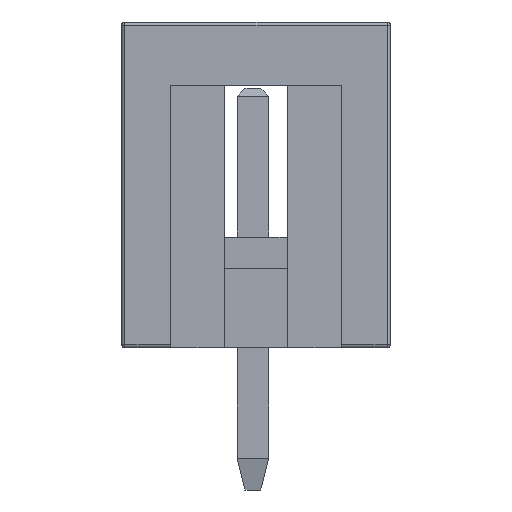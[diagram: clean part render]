
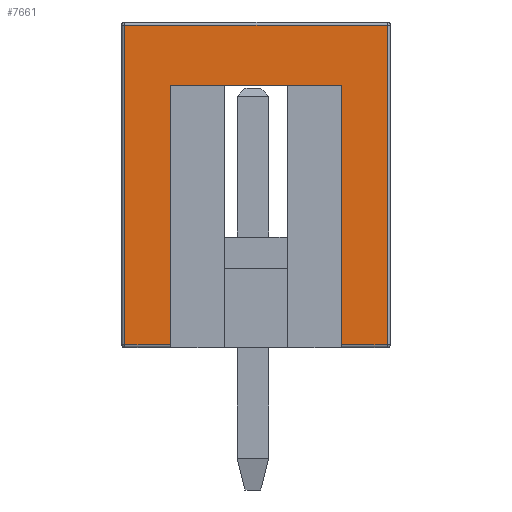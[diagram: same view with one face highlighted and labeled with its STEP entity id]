
A CAD part, left-side view. The second image highlights one B-rep face of the part: STEP entity #7661.
In plain terms, the highlighted planar face has unit normal (-1, 0, 0).
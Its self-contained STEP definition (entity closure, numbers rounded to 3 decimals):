
#3592 = VERTEX_POINT('',#3593);
#3593 = CARTESIAN_POINT('',(-2.8,-4.25,0.1));
#3600 = EDGE_CURVE('',#3592,#3601,#3603,.T.);
#3601 = VERTEX_POINT('',#3602);
#3602 = CARTESIAN_POINT('',(-2.8,-4.25,10.2));
#3603 = LINE('',#3604,#3605);
#3604 = CARTESIAN_POINT('',(-2.8,-4.25,0.));
#3605 = VECTOR('',#3606,1.);
#3606 = DIRECTION('',(0.,0.,1.));
#7661 = ADVANCED_FACE('',(#7662),#7719,.F.);
#7662 = FACE_BOUND('',#7663,.F.);
#7663 = EDGE_LOOP('',(#7664,#7665,#7673,#7681,#7689,#7697,#7705,#7713));
#7664 = ORIENTED_EDGE('',*,*,#3600,.F.);
#7665 = ORIENTED_EDGE('',*,*,#7666,.F.);
#7666 = EDGE_CURVE('',#7667,#3592,#7669,.T.);
#7667 = VERTEX_POINT('',#7668);
#7668 = CARTESIAN_POINT('',(-2.8,-2.8,0.1));
#7669 = LINE('',#7670,#7671);
#7670 = CARTESIAN_POINT('',(-2.8,4.15,0.1));
#7671 = VECTOR('',#7672,1.);
#7672 = DIRECTION('',(0.,-1.,0.));
#7673 = ORIENTED_EDGE('',*,*,#7674,.F.);
#7674 = EDGE_CURVE('',#7675,#7667,#7677,.T.);
#7675 = VERTEX_POINT('',#7676);
#7676 = CARTESIAN_POINT('',(-2.8,-2.8,8.3));
#7677 = LINE('',#7678,#7679);
#7678 = CARTESIAN_POINT('',(-2.8,-2.8,4.15));
#7679 = VECTOR('',#7680,1.);
#7680 = DIRECTION('',(0.,0.,-1.));
#7681 = ORIENTED_EDGE('',*,*,#7682,.F.);
#7682 = EDGE_CURVE('',#7683,#7675,#7685,.T.);
#7683 = VERTEX_POINT('',#7684);
#7684 = CARTESIAN_POINT('',(-2.8,2.6,8.3));
#7685 = LINE('',#7686,#7687);
#7686 = CARTESIAN_POINT('',(-2.8,2.025,8.3));
#7687 = VECTOR('',#7688,1.);
#7688 = DIRECTION('',(0.,-1.,0.));
#7689 = ORIENTED_EDGE('',*,*,#7690,.F.);
#7690 = EDGE_CURVE('',#7691,#7683,#7693,.T.);
#7691 = VERTEX_POINT('',#7692);
#7692 = CARTESIAN_POINT('',(-2.8,2.6,0.1));
#7693 = LINE('',#7694,#7695);
#7694 = CARTESIAN_POINT('',(-2.8,2.6,-4.15));
#7695 = VECTOR('',#7696,1.);
#7696 = DIRECTION('',(0.,0.,1.));
#7697 = ORIENTED_EDGE('',*,*,#7698,.F.);
#7698 = EDGE_CURVE('',#7699,#7691,#7701,.T.);
#7699 = VERTEX_POINT('',#7700);
#7700 = CARTESIAN_POINT('',(-2.8,4.05,0.1));
#7701 = LINE('',#7702,#7703);
#7702 = CARTESIAN_POINT('',(-2.8,4.15,0.1));
#7703 = VECTOR('',#7704,1.);
#7704 = DIRECTION('',(0.,-1.,0.));
#7705 = ORIENTED_EDGE('',*,*,#7706,.T.);
#7706 = EDGE_CURVE('',#7699,#7707,#7709,.T.);
#7707 = VERTEX_POINT('',#7708);
#7708 = CARTESIAN_POINT('',(-2.8,4.05,10.2));
#7709 = LINE('',#7710,#7711);
#7710 = CARTESIAN_POINT('',(-2.8,4.05,0.));
#7711 = VECTOR('',#7712,1.);
#7712 = DIRECTION('',(0.,0.,1.));
#7713 = ORIENTED_EDGE('',*,*,#7714,.T.);
#7714 = EDGE_CURVE('',#7707,#3601,#7715,.T.);
#7715 = LINE('',#7716,#7717);
#7716 = CARTESIAN_POINT('',(-2.8,4.15,10.2));
#7717 = VECTOR('',#7718,1.);
#7718 = DIRECTION('',(0.,-1.,0.));
#7719 = PLANE('',#7720);
#7720 = AXIS2_PLACEMENT_3D('',#7721,#7722,#7723);
#7721 = CARTESIAN_POINT('',(-2.8,4.15,0.));
#7722 = DIRECTION('',(1.,0.,0.));
#7723 = DIRECTION('',(0.,-1.,0.));
